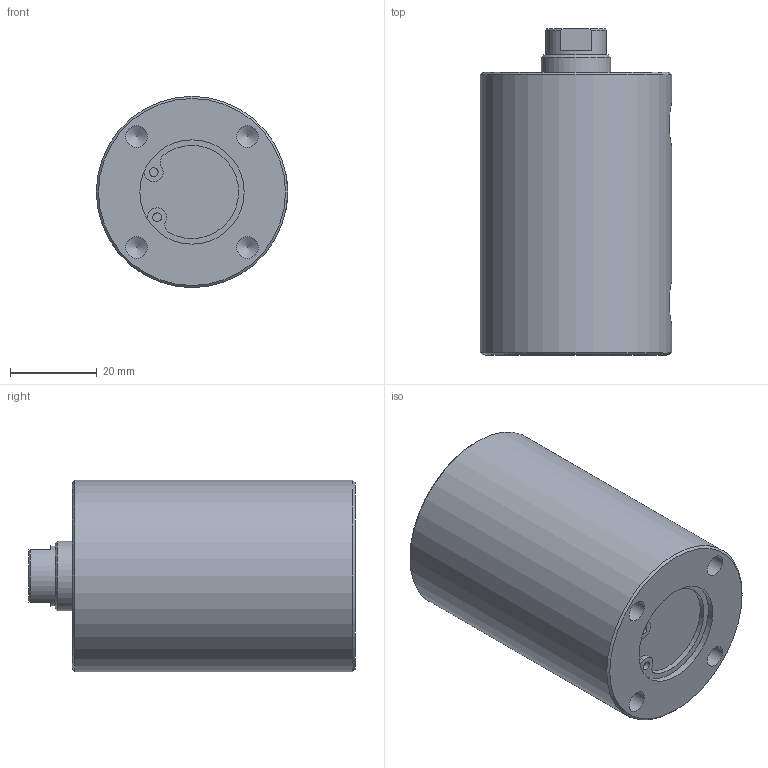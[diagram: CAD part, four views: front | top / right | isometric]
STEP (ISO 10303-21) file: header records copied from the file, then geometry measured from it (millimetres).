
FILE_DESCRIPTION(/* description */ ('Unknown'),/* implementation_level */ '2;1');
FILE_NAME(/* name */ 'ACS-16-20',/* time_stamp */ '2022-06-15T09:42:34+09:00',/* author */ ('Unknown'),/* organization */ ('Unknown'),/* preprocessor_version */ 'ST-DEVELOPER v16.7',/* originating_system */ 'Solid Edge',/* authorisation */ 'Unknown');
FILE_SCHEMA (('AUTOMOTIVE_DESIGN {1 0 10303 214 3 1 1}'));
Length unit declared in the file: millimetre
Products named in the file (4): ACS16-20【20220615菊池2; ACS16-20; Part5; RTWN24
Assembly tree (3 placements, depth 2):
  ACS16-20【20220615菊池2
    ACS16-20
    Part5
    RTWN24
Bounding box: 44 x 75 x 44 mm (x, y, z)
Volume: 96947.7 mm3; surface area: 16499.6 mm2
Topology: 3 solids, 3 shells, 99 faces, 219 edges, 141 vertices
Faces by surface type: cylinder 52, plane 27, cone 20
Full cylindrical faces by diameter (mm): 2 x2, 3.3 x2, 4.2 x4, 5 x16, 6 x4, 6.6 x4, 14 x1, 16 x2, 22 x2, 24 x1, 25.2 x1, 44 x1
Entity records: 2970 total; most frequent: DIRECTION 434, CARTESIAN_POINT 400, ORIENTED_EDGE 270, AXIS2_PLACEMENT_3D 204, FACE_BOUND 189, EDGE_LOOP 178, EDGE_CURVE 135, VERTEX_POINT 126
